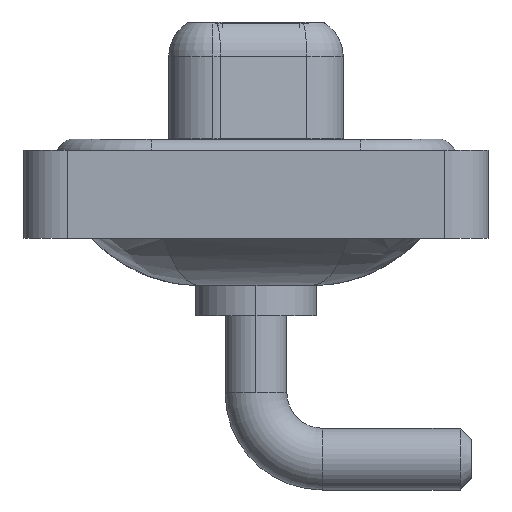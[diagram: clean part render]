
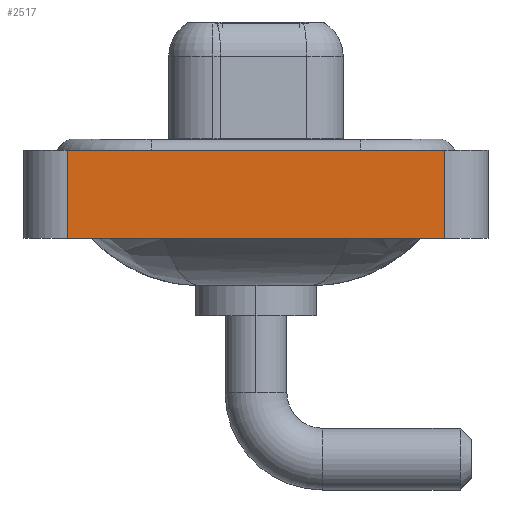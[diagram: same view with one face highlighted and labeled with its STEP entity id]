
A CAD part, left-side view. The second image highlights one B-rep face of the part: STEP entity #2517.
In plain terms, the highlighted planar face has unit normal (-1, 0, 0).
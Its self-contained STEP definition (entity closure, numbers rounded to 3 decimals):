
#249 = VECTOR ( 'NONE', #16201, 1000. ) ;
#381 = CARTESIAN_POINT ( 'NONE',  ( -7.35, 8.55, -3.6 ) ) ;
#1233 = VECTOR ( 'NONE', #6704, 1000. ) ;
#1545 = VERTEX_POINT ( 'NONE', #12274 ) ;
#2218 = FACE_OUTER_BOUND ( 'NONE', #8666, .T. ) ;
#2517 = ADVANCED_FACE ( 'NONE', ( #2218 ), #8657, .T. ) ;
#2775 = VECTOR ( 'NONE', #4347, 1000. ) ;
#3194 = CARTESIAN_POINT ( 'NONE',  ( -7.35, -8.55, 0.4 ) ) ;
#3626 = CARTESIAN_POINT ( 'NONE',  ( -7.35, 8.55, -3.6 ) ) ;
#4069 = LINE ( 'NONE', #6582, #16123 ) ;
#4347 = DIRECTION ( 'NONE',  ( 0., -1., 0. ) ) ;
#6582 = CARTESIAN_POINT ( 'NONE',  ( -7.35, -8.55, -3.6 ) ) ;
#6704 = DIRECTION ( 'NONE',  ( 0., 0., 1. ) ) ;
#8109 = EDGE_CURVE ( 'NONE', #14814, #1545, #12865, .T. ) ;
#8260 = EDGE_CURVE ( 'NONE', #14353, #1545, #9702, .T. ) ;
#8657 = PLANE ( 'NONE',  #9840 ) ;
#8666 = EDGE_LOOP ( 'NONE', ( #15820, #10799, #11776, #15527 ) ) ;
#9179 = EDGE_CURVE ( 'NONE', #12789, #14814, #4069, .T. ) ;
#9239 = CARTESIAN_POINT ( 'NONE',  ( -7.35, -8.55, -3.6 ) ) ;
#9587 = CARTESIAN_POINT ( 'NONE',  ( -7.35, -8.55, -3.6 ) ) ;
#9661 = DIRECTION ( 'NONE',  ( 0., 0., 1. ) ) ;
#9702 = LINE ( 'NONE', #3194, #2775 ) ;
#9817 = DIRECTION ( 'NONE',  ( -1., 0., 0. ) ) ;
#9840 = AXIS2_PLACEMENT_3D ( 'NONE', #9587, #9817, #9661 ) ;
#10377 = CARTESIAN_POINT ( 'NONE',  ( -7.35, -8.55, -3.6 ) ) ;
#10799 = ORIENTED_EDGE ( 'NONE', *, *, #8260, .F. ) ;
#11144 = LINE ( 'NONE', #3626, #249 ) ;
#11674 = DIRECTION ( 'NONE',  ( 0., -1., 0. ) ) ;
#11776 = ORIENTED_EDGE ( 'NONE', *, *, #12406, .F. ) ;
#12274 = CARTESIAN_POINT ( 'NONE',  ( -7.35, -8.55, 0.4 ) ) ;
#12406 = EDGE_CURVE ( 'NONE', #12789, #14353, #11144, .T. ) ;
#12789 = VERTEX_POINT ( 'NONE', #381 ) ;
#12865 = LINE ( 'NONE', #10377, #1233 ) ;
#14353 = VERTEX_POINT ( 'NONE', #15188 ) ;
#14814 = VERTEX_POINT ( 'NONE', #9239 ) ;
#15188 = CARTESIAN_POINT ( 'NONE',  ( -7.35, 8.55, 0.4 ) ) ;
#15527 = ORIENTED_EDGE ( 'NONE', *, *, #9179, .T. ) ;
#15820 = ORIENTED_EDGE ( 'NONE', *, *, #8109, .T. ) ;
#16123 = VECTOR ( 'NONE', #11674, 1000. ) ;
#16201 = DIRECTION ( 'NONE',  ( 0., 0., 1. ) ) ;
